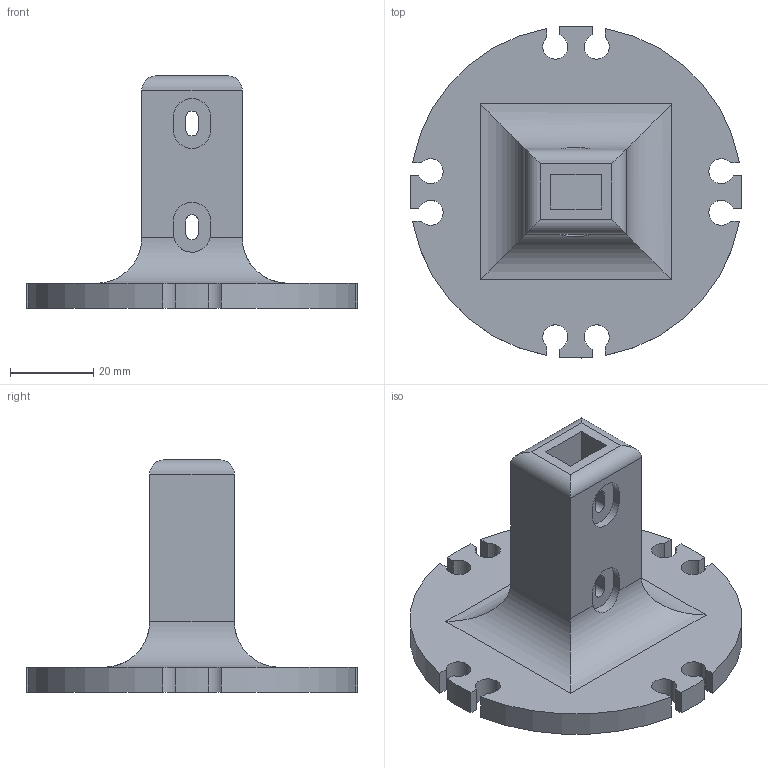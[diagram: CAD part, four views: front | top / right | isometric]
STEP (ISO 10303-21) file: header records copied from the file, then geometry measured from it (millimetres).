
FILE_DESCRIPTION(/* description */ (''),/* implementation_level */ '2;1');
FILE_NAME(/* name */ 'OSSM Plate v2.step',/* time_stamp */ '2021-06-15T15:34:49-04:00',/* author */ (''),/* organization */ (''),/* preprocessor_version */ 'ST-DEVELOPER v18.1',/* originating_system */ 'Autodesk Translation Framework v10.9.0.1377',/* authorisation */ '');
FILE_SCHEMA (('AUTOMOTIVE_DESIGN { 1 0 10303 214 3 1 1 }'));
Length unit declared in the file: millimetre
Products named in the file (1): OSSM Plate
Bounding box: 79.96 x 79.96 x 56 mm (x, y, z)
Volume: 49724.8 mm3; surface area: 18251.1 mm2
Topology: 1 solids, 1 shells, 88 faces, 238 edges, 156 vertices
Faces by surface type: plane 48, cylinder 40
Entity records: 2853 total; most frequent: CARTESIAN_POINT 519, DIRECTION 488, ORIENTED_EDGE 476, EDGE_CURVE 238, AXIS2_PLACEMENT_3D 163, LINE 162, VECTOR 162, VERTEX_POINT 156
